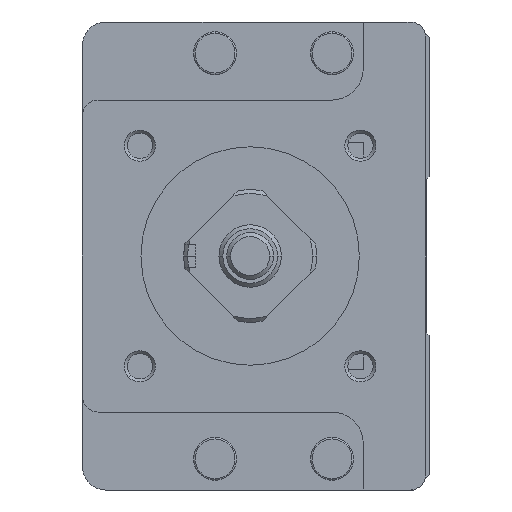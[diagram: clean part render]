
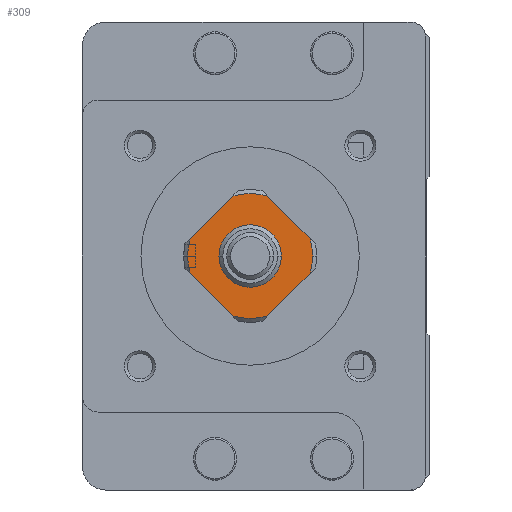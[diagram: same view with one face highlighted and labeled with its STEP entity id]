
A CAD part, left-side view. The second image highlights one B-rep face of the part: STEP entity #309.
In plain terms, the highlighted planar face has unit normal (-1, 0, 0).
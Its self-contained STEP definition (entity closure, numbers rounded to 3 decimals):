
#309 = ADVANCED_FACE( '', ( #1074, #1075 ), #1076, .T. );
#1074 = FACE_OUTER_BOUND( '', #2289, .T. );
#1075 = FACE_BOUND( '', #2290, .T. );
#1076 = PLANE( '', #2291 );
#2289 = EDGE_LOOP( '', ( #4538, #4539, #4540, #4541, #4542, #4543, #4544, #4545, #4546, #4547 ) );
#2290 = EDGE_LOOP( '', ( #4548, #4549 ) );
#2291 = AXIS2_PLACEMENT_3D( '', #4550, #4551, #4552 );
#4538 = ORIENTED_EDGE( '', *, *, #8197, .T. );
#4539 = ORIENTED_EDGE( '', *, *, #8219, .T. );
#4540 = ORIENTED_EDGE( '', *, *, #8199, .T. );
#4541 = ORIENTED_EDGE( '', *, *, #7825, .T. );
#4542 = ORIENTED_EDGE( '', *, *, #8220, .T. );
#4543 = ORIENTED_EDGE( '', *, *, #8207, .T. );
#4544 = ORIENTED_EDGE( '', *, *, #8221, .T. );
#4545 = ORIENTED_EDGE( '', *, *, #8215, .T. );
#4546 = ORIENTED_EDGE( '', *, *, #8222, .T. );
#4547 = ORIENTED_EDGE( '', *, *, #7804, .T. );
#4548 = ORIENTED_EDGE( '', *, *, #7799, .F. );
#4549 = ORIENTED_EDGE( '', *, *, #8223, .F. );
#4550 = CARTESIAN_POINT( '', ( -24., 6., 0. ) );
#4551 = DIRECTION( '', ( -1., 0., 0. ) );
#4552 = DIRECTION( '', ( 0., 1., 0. ) );
#7799 = EDGE_CURVE( '', #9354, #9356, #9357, .T. );
#7804 = EDGE_CURVE( '', #9360, #9364, #9366, .T. );
#7825 = EDGE_CURVE( '', #9404, #9402, #9405, .T. );
#8197 = EDGE_CURVE( '', #9364, #10011, #10013, .T. );
#8199 = EDGE_CURVE( '', #10016, #9404, #10017, .T. );
#8207 = EDGE_CURVE( '', #10032, #10030, #10033, .T. );
#8215 = EDGE_CURVE( '', #10048, #10046, #10049, .T. );
#8219 = EDGE_CURVE( '', #10011, #10016, #10055, .T. );
#8220 = EDGE_CURVE( '', #9402, #10032, #10056, .T. );
#8221 = EDGE_CURVE( '', #10030, #10048, #10057, .T. );
#8222 = EDGE_CURVE( '', #10046, #9360, #10058, .T. );
#8223 = EDGE_CURVE( '', #9356, #9354, #10059, .T. );
#9354 = VERTEX_POINT( '', #11742 );
#9356 = VERTEX_POINT( '', #11745 );
#9357 = CIRCLE( '', #11746, 4. );
#9360 = VERTEX_POINT( '', #11750 );
#9364 = VERTEX_POINT( '', #11755 );
#9366 = CIRCLE( '', #11766, 8. );
#9402 = VERTEX_POINT( '', #11855 );
#9404 = VERTEX_POINT( '', #11858 );
#9405 = CIRCLE( '', #11859, 8. );
#10011 = VERTEX_POINT( '', #13166 );
#10013 = LINE( '', #13177, #13178 );
#10016 = VERTEX_POINT( '', #13182 );
#10017 = LINE( '', #13183, #13184 );
#10030 = VERTEX_POINT( '', #13227 );
#10032 = VERTEX_POINT( '', #13238 );
#10033 = LINE( '', #13239, #13240 );
#10046 = VERTEX_POINT( '', #13283 );
#10048 = VERTEX_POINT( '', #13294 );
#10049 = LINE( '', #13295, #13296 );
#10055 = CIRCLE( '', #13321, 8. );
#10056 = CIRCLE( '', #13322, 8. );
#10057 = CIRCLE( '', #13323, 8. );
#10058 = CIRCLE( '', #13324, 8. );
#10059 = CIRCLE( '', #13325, 4. );
#11742 = CARTESIAN_POINT( '', ( -24., 4., 0. ) );
#11745 = CARTESIAN_POINT( '', ( -24., -4., 0. ) );
#11746 = AXIS2_PLACEMENT_3D( '', #15685, #15686, #15687 );
#11750 = CARTESIAN_POINT( '', ( -24., 8., 0. ) );
#11755 = CARTESIAN_POINT( '', ( -24., 7.688, -2.211 ) );
#11766 = AXIS2_PLACEMENT_3D( '', #15693, #15694, #15695 );
#11855 = CARTESIAN_POINT( '', ( -24., -8., 0. ) );
#11858 = CARTESIAN_POINT( '', ( -24., -7.688, -2.211 ) );
#11859 = AXIS2_PLACEMENT_3D( '', #15727, #15728, #15729 );
#13166 = CARTESIAN_POINT( '', ( -24., 2.211, -7.688 ) );
#13177 = CARTESIAN_POINT( '', ( -24., 8.925, -0.975 ) );
#13178 = VECTOR( '', #16451, 1. );
#13182 = CARTESIAN_POINT( '', ( -24., -2.211, -7.688 ) );
#13183 = CARTESIAN_POINT( '', ( -24., -0.975, -8.925 ) );
#13184 = VECTOR( '', #16453, 1. );
#13227 = CARTESIAN_POINT( '', ( -24., -2.211, 7.688 ) );
#13238 = CARTESIAN_POINT( '', ( -24., -7.688, 2.211 ) );
#13239 = CARTESIAN_POINT( '', ( -24., -5.925, 3.975 ) );
#13240 = VECTOR( '', #16457, 1. );
#13283 = CARTESIAN_POINT( '', ( -24., 7.688, 2.211 ) );
#13294 = CARTESIAN_POINT( '', ( -24., 2.211, 7.688 ) );
#13295 = CARTESIAN_POINT( '', ( -24., 3.975, 5.925 ) );
#13296 = VECTOR( '', #16461, 1. );
#13321 = AXIS2_PLACEMENT_3D( '', #16463, #16464, #16465 );
#13322 = AXIS2_PLACEMENT_3D( '', #16466, #16467, #16468 );
#13323 = AXIS2_PLACEMENT_3D( '', #16469, #16470, #16471 );
#13324 = AXIS2_PLACEMENT_3D( '', #16472, #16473, #16474 );
#13325 = AXIS2_PLACEMENT_3D( '', #16475, #16476, #16477 );
#15685 = CARTESIAN_POINT( '', ( -24., 0., 0. ) );
#15686 = DIRECTION( '', ( -1., 0., 0. ) );
#15687 = DIRECTION( '', ( 0., 1., 0. ) );
#15693 = CARTESIAN_POINT( '', ( -24., 0., 0. ) );
#15694 = DIRECTION( '', ( -1., 0., 0. ) );
#15695 = DIRECTION( '', ( 0., 1., 0. ) );
#15727 = CARTESIAN_POINT( '', ( -24., 0., 0. ) );
#15728 = DIRECTION( '', ( -1., 0., 0. ) );
#15729 = DIRECTION( '', ( 0., 1., 0. ) );
#16451 = DIRECTION( '', ( 0., -0.707, -0.707 ) );
#16453 = DIRECTION( '', ( 0., -0.707, 0.707 ) );
#16457 = DIRECTION( '', ( 0., 0.707, 0.707 ) );
#16461 = DIRECTION( '', ( 0., 0.707, -0.707 ) );
#16463 = CARTESIAN_POINT( '', ( -24., 0., 0. ) );
#16464 = DIRECTION( '', ( -1., 0., 0. ) );
#16465 = DIRECTION( '', ( 0., 1., 0. ) );
#16466 = CARTESIAN_POINT( '', ( -24., 0., 0. ) );
#16467 = DIRECTION( '', ( -1., 0., 0. ) );
#16468 = DIRECTION( '', ( 0., 1., 0. ) );
#16469 = CARTESIAN_POINT( '', ( -24., 0., 0. ) );
#16470 = DIRECTION( '', ( -1., 0., 0. ) );
#16471 = DIRECTION( '', ( 0., 1., 0. ) );
#16472 = CARTESIAN_POINT( '', ( -24., 0., 0. ) );
#16473 = DIRECTION( '', ( -1., 0., 0. ) );
#16474 = DIRECTION( '', ( 0., 1., 0. ) );
#16475 = CARTESIAN_POINT( '', ( -24., 0., 0. ) );
#16476 = DIRECTION( '', ( -1., 0., 0. ) );
#16477 = DIRECTION( '', ( 0., 1., 0. ) );
